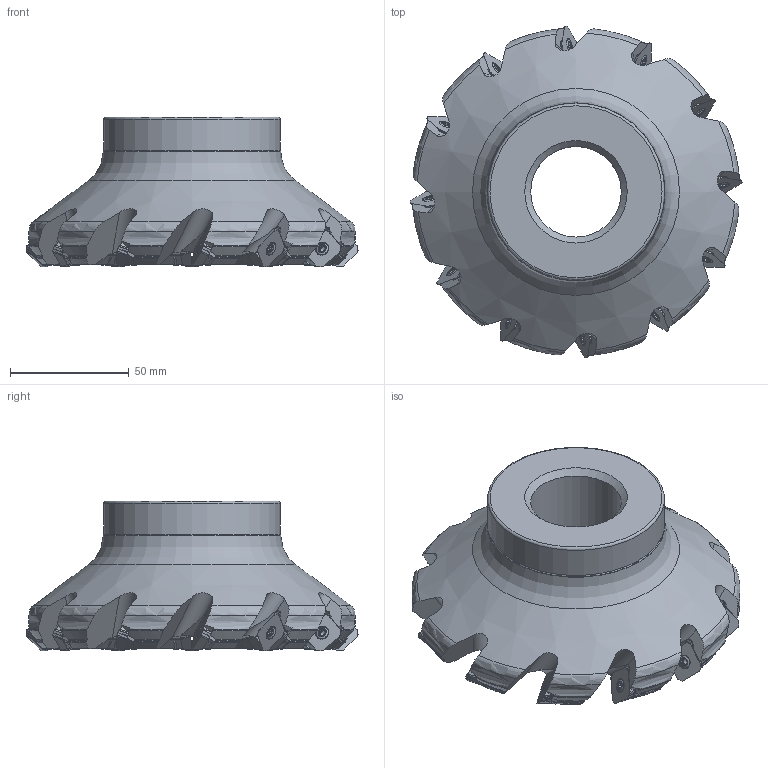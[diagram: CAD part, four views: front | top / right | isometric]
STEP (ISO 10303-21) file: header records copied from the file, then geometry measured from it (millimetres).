
FILE_DESCRIPTION(/* description */ (''),/* implementation_level */ '2;1');
FILE_NAME(/* name */ 'toolassembly_1.stp',/* time_stamp */ '2019-05-02T16:48:42+02:00',/* author */ (''),/* organization */ ('SMS'),/* preprocessor_version */ 'ST-DEVELOPER v15',/* originating_system */ 'SIEMENS PLM Software NX 8.5',/* authorisation */ '');
FILE_SCHEMA (('AUTOMOTIVE_DESIGN { 1 0 10303 214 3 1 1 1 }'));
Products named in the file (4): CUT_20190502164756; NOCUT_20190502164709; ASSEMBLY_CONSTRUCTION; TOOLASSEMBLY_1
Assembly tree (14 placements, depth 2):
  TOOLASSEMBLY_1
    ASSEMBLY_CONSTRUCTION
    NOCUT_20190502164709
    CUT_20190502164756  x12
Bounding box: 139.68 x 139.68 x 63 mm (x, y, z)
Volume: 350391.6 mm3; surface area: 56857.1 mm2
Topology: 13 solids, 13 shells, 1711 faces, 5211 edges, 3602 vertices
Faces by surface type: plane 639, extrusion 444, cone 210, cylinder 196, torus 174, sphere 48
Full cylindrical faces by diameter (mm): 3.5 x12, 4.1 x12, 5.25 x12, 38.112 x1, 56 x1, 74.386 x1, 74.886 x1
Entity records: 51749 total; most frequent: CARTESIAN_POINT 20382, ORIENTED_EDGE 6822, DIRECTION 6041, EDGE_CURVE 3411, AXIS2_PLACEMENT_3D 2422, VERTEX_POINT 2287, EDGE_LOOP 1384, ADVANCED_FACE 1260
